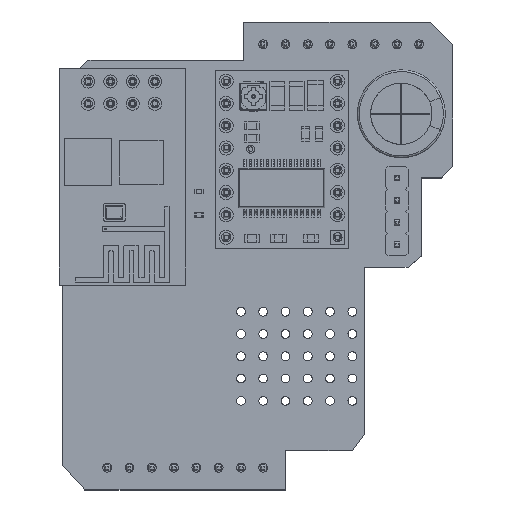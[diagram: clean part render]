
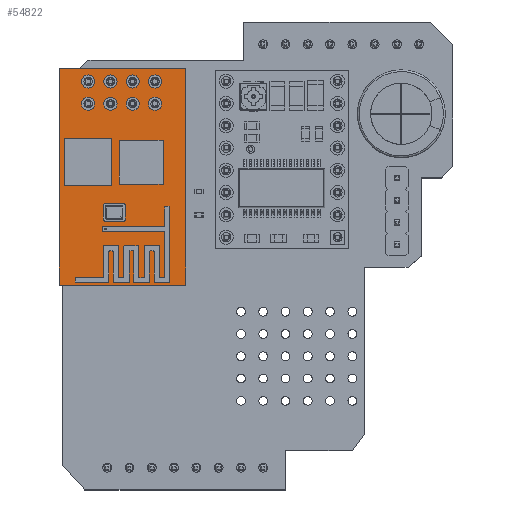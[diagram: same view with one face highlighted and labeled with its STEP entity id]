
A CAD part, top view. The second image highlights one B-rep face of the part: STEP entity #54822.
In plain terms, the highlighted face is planar.
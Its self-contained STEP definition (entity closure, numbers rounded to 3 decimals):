
#54201 = VERTEX_POINT('',#54202);
#54202 = CARTESIAN_POINT('',(1.38,3.5,11.6));
#54208 = EDGE_CURVE('',#54209,#54201,#54211,.T.);
#54209 = VERTEX_POINT('',#54210);
#54210 = CARTESIAN_POINT('',(1.38,3.5,10.1));
#54211 = CIRCLE('',#54212,0.75);
#54212 = AXIS2_PLACEMENT_3D('',#54213,#54214,#54215);
#54213 = CARTESIAN_POINT('',(1.38,3.5,10.85));
#54214 = DIRECTION('',(0.,1.,0.));
#54215 = DIRECTION('',(0.,-0.,1.));
#54243 = VERTEX_POINT('',#54244);
#54244 = CARTESIAN_POINT('',(1.38,3.5,9.06));
#54250 = EDGE_CURVE('',#54251,#54243,#54253,.T.);
#54251 = VERTEX_POINT('',#54252);
#54252 = CARTESIAN_POINT('',(1.38,3.5,7.56));
#54253 = CIRCLE('',#54254,0.75);
#54254 = AXIS2_PLACEMENT_3D('',#54255,#54256,#54257);
#54255 = CARTESIAN_POINT('',(1.38,3.5,8.31));
#54256 = DIRECTION('',(0.,1.,0.));
#54257 = DIRECTION('',(0.,-0.,1.));
#54285 = VERTEX_POINT('',#54286);
#54286 = CARTESIAN_POINT('',(3.92,3.5,11.6));
#54292 = EDGE_CURVE('',#54293,#54285,#54295,.T.);
#54293 = VERTEX_POINT('',#54294);
#54294 = CARTESIAN_POINT('',(3.92,3.5,10.1));
#54295 = CIRCLE('',#54296,0.75);
#54296 = AXIS2_PLACEMENT_3D('',#54297,#54298,#54299);
#54297 = CARTESIAN_POINT('',(3.92,3.5,10.85));
#54298 = DIRECTION('',(0.,1.,0.));
#54299 = DIRECTION('',(0.,-0.,1.));
#54327 = VERTEX_POINT('',#54328);
#54328 = CARTESIAN_POINT('',(3.92,3.5,9.06));
#54334 = EDGE_CURVE('',#54335,#54327,#54337,.T.);
#54335 = VERTEX_POINT('',#54336);
#54336 = CARTESIAN_POINT('',(3.92,3.5,7.56));
#54337 = CIRCLE('',#54338,0.75);
#54338 = AXIS2_PLACEMENT_3D('',#54339,#54340,#54341);
#54339 = CARTESIAN_POINT('',(3.92,3.5,8.31));
#54340 = DIRECTION('',(0.,1.,0.));
#54341 = DIRECTION('',(0.,-0.,1.));
#54369 = VERTEX_POINT('',#54370);
#54370 = CARTESIAN_POINT('',(-1.16,3.5,9.06));
#54376 = EDGE_CURVE('',#54377,#54369,#54379,.T.);
#54377 = VERTEX_POINT('',#54378);
#54378 = CARTESIAN_POINT('',(-1.16,3.5,7.56));
#54379 = CIRCLE('',#54380,0.75);
#54380 = AXIS2_PLACEMENT_3D('',#54381,#54382,#54383);
#54381 = CARTESIAN_POINT('',(-1.16,3.5,8.31));
#54382 = DIRECTION('',(0.,1.,0.));
#54383 = DIRECTION('',(0.,-0.,1.));
#54411 = VERTEX_POINT('',#54412);
#54412 = CARTESIAN_POINT('',(-1.16,3.5,11.6));
#54418 = EDGE_CURVE('',#54419,#54411,#54421,.T.);
#54419 = VERTEX_POINT('',#54420);
#54420 = CARTESIAN_POINT('',(-1.16,3.5,10.1));
#54421 = CIRCLE('',#54422,0.75);
#54422 = AXIS2_PLACEMENT_3D('',#54423,#54424,#54425);
#54423 = CARTESIAN_POINT('',(-1.16,3.5,10.85));
#54424 = DIRECTION('',(0.,1.,0.));
#54425 = DIRECTION('',(0.,-0.,1.));
#54453 = VERTEX_POINT('',#54454);
#54454 = CARTESIAN_POINT('',(-3.7,3.5,11.6));
#54460 = EDGE_CURVE('',#54461,#54453,#54463,.T.);
#54461 = VERTEX_POINT('',#54462);
#54462 = CARTESIAN_POINT('',(-3.7,3.5,10.1));
#54463 = CIRCLE('',#54464,0.75);
#54464 = AXIS2_PLACEMENT_3D('',#54465,#54466,#54467);
#54465 = CARTESIAN_POINT('',(-3.7,3.5,10.85));
#54466 = DIRECTION('',(0.,1.,0.));
#54467 = DIRECTION('',(0.,-0.,1.));
#54495 = VERTEX_POINT('',#54496);
#54496 = CARTESIAN_POINT('',(-3.7,3.5,9.06));
#54502 = EDGE_CURVE('',#54503,#54495,#54505,.T.);
#54503 = VERTEX_POINT('',#54504);
#54504 = CARTESIAN_POINT('',(-3.7,3.5,7.56));
#54505 = CIRCLE('',#54506,0.75);
#54506 = AXIS2_PLACEMENT_3D('',#54507,#54508,#54509);
#54507 = CARTESIAN_POINT('',(-3.7,3.5,8.31));
#54508 = DIRECTION('',(0.,1.,0.));
#54509 = DIRECTION('',(0.,-0.,1.));
#54545 = VERTEX_POINT('',#54546);
#54546 = CARTESIAN_POINT('',(7.2,3.5,-12.35));
#54552 = EDGE_CURVE('',#54553,#54545,#54555,.T.);
#54553 = VERTEX_POINT('',#54554);
#54554 = CARTESIAN_POINT('',(7.2,3.5,12.35));
#54555 = LINE('',#54556,#54557);
#54556 = CARTESIAN_POINT('',(7.2,3.5,12.35));
#54557 = VECTOR('',#54558,1.);
#54558 = DIRECTION('',(0.,0.,-1.));
#54583 = VERTEX_POINT('',#54584);
#54584 = CARTESIAN_POINT('',(-7.2,3.5,-12.35));
#54590 = EDGE_CURVE('',#54545,#54583,#54591,.T.);
#54591 = LINE('',#54592,#54593);
#54592 = CARTESIAN_POINT('',(7.2,3.5,-12.35));
#54593 = VECTOR('',#54594,1.);
#54594 = DIRECTION('',(-1.,0.,0.));
#54614 = VERTEX_POINT('',#54615);
#54615 = CARTESIAN_POINT('',(-7.2,3.5,12.35));
#54621 = EDGE_CURVE('',#54583,#54614,#54622,.T.);
#54622 = LINE('',#54623,#54624);
#54623 = CARTESIAN_POINT('',(-7.2,3.5,-12.35));
#54624 = VECTOR('',#54625,1.);
#54625 = DIRECTION('',(0.,0.,1.));
#54643 = EDGE_CURVE('',#54614,#54553,#54644,.T.);
#54644 = LINE('',#54645,#54646);
#54645 = CARTESIAN_POINT('',(-7.2,3.5,12.35));
#54646 = VECTOR('',#54647,1.);
#54647 = DIRECTION('',(1.,0.,0.));
#54658 = EDGE_CURVE('',#54495,#54503,#54659,.T.);
#54659 = CIRCLE('',#54660,0.75);
#54660 = AXIS2_PLACEMENT_3D('',#54661,#54662,#54663);
#54661 = CARTESIAN_POINT('',(-3.7,3.5,8.31));
#54662 = DIRECTION('',(0.,1.,0.));
#54663 = DIRECTION('',(0.,-0.,1.));
#54682 = EDGE_CURVE('',#54453,#54461,#54683,.T.);
#54683 = CIRCLE('',#54684,0.75);
#54684 = AXIS2_PLACEMENT_3D('',#54685,#54686,#54687);
#54685 = CARTESIAN_POINT('',(-3.7,3.5,10.85));
#54686 = DIRECTION('',(0.,1.,0.));
#54687 = DIRECTION('',(0.,-0.,1.));
#54706 = EDGE_CURVE('',#54411,#54419,#54707,.T.);
#54707 = CIRCLE('',#54708,0.75);
#54708 = AXIS2_PLACEMENT_3D('',#54709,#54710,#54711);
#54709 = CARTESIAN_POINT('',(-1.16,3.5,10.85));
#54710 = DIRECTION('',(0.,1.,0.));
#54711 = DIRECTION('',(0.,-0.,1.));
#54730 = EDGE_CURVE('',#54369,#54377,#54731,.T.);
#54731 = CIRCLE('',#54732,0.75);
#54732 = AXIS2_PLACEMENT_3D('',#54733,#54734,#54735);
#54733 = CARTESIAN_POINT('',(-1.16,3.5,8.31));
#54734 = DIRECTION('',(0.,1.,0.));
#54735 = DIRECTION('',(0.,-0.,1.));
#54754 = EDGE_CURVE('',#54327,#54335,#54755,.T.);
#54755 = CIRCLE('',#54756,0.75);
#54756 = AXIS2_PLACEMENT_3D('',#54757,#54758,#54759);
#54757 = CARTESIAN_POINT('',(3.92,3.5,8.31));
#54758 = DIRECTION('',(0.,1.,0.));
#54759 = DIRECTION('',(0.,-0.,1.));
#54778 = EDGE_CURVE('',#54285,#54293,#54779,.T.);
#54779 = CIRCLE('',#54780,0.75);
#54780 = AXIS2_PLACEMENT_3D('',#54781,#54782,#54783);
#54781 = CARTESIAN_POINT('',(3.92,3.5,10.85));
#54782 = DIRECTION('',(0.,1.,0.));
#54783 = DIRECTION('',(0.,-0.,1.));
#54802 = EDGE_CURVE('',#54243,#54251,#54803,.T.);
#54803 = CIRCLE('',#54804,0.75);
#54804 = AXIS2_PLACEMENT_3D('',#54805,#54806,#54807);
#54805 = CARTESIAN_POINT('',(1.38,3.5,8.31));
#54806 = DIRECTION('',(0.,1.,0.));
#54807 = DIRECTION('',(0.,-0.,1.));
#54822 = ADVANCED_FACE('',(#54823,#54833,#54837,#54841,#54845,#54849,
    #54853,#54857,#54861),#54867,.T.);
#54823 = FACE_BOUND('',#54824,.T.);
#54824 = EDGE_LOOP('',(#54825,#54832));
#54825 = ORIENTED_EDGE('',*,*,#54826,.F.);
#54826 = EDGE_CURVE('',#54201,#54209,#54827,.T.);
#54827 = CIRCLE('',#54828,0.75);
#54828 = AXIS2_PLACEMENT_3D('',#54829,#54830,#54831);
#54829 = CARTESIAN_POINT('',(1.38,3.5,10.85));
#54830 = DIRECTION('',(0.,1.,0.));
#54831 = DIRECTION('',(0.,-0.,1.));
#54832 = ORIENTED_EDGE('',*,*,#54208,.F.);
#54833 = FACE_BOUND('',#54834,.T.);
#54834 = EDGE_LOOP('',(#54835,#54836));
#54835 = ORIENTED_EDGE('',*,*,#54802,.F.);
#54836 = ORIENTED_EDGE('',*,*,#54250,.F.);
#54837 = FACE_BOUND('',#54838,.T.);
#54838 = EDGE_LOOP('',(#54839,#54840));
#54839 = ORIENTED_EDGE('',*,*,#54778,.F.);
#54840 = ORIENTED_EDGE('',*,*,#54292,.F.);
#54841 = FACE_BOUND('',#54842,.T.);
#54842 = EDGE_LOOP('',(#54843,#54844));
#54843 = ORIENTED_EDGE('',*,*,#54754,.F.);
#54844 = ORIENTED_EDGE('',*,*,#54334,.F.);
#54845 = FACE_BOUND('',#54846,.T.);
#54846 = EDGE_LOOP('',(#54847,#54848));
#54847 = ORIENTED_EDGE('',*,*,#54730,.F.);
#54848 = ORIENTED_EDGE('',*,*,#54376,.F.);
#54849 = FACE_BOUND('',#54850,.T.);
#54850 = EDGE_LOOP('',(#54851,#54852));
#54851 = ORIENTED_EDGE('',*,*,#54706,.F.);
#54852 = ORIENTED_EDGE('',*,*,#54418,.F.);
#54853 = FACE_BOUND('',#54854,.T.);
#54854 = EDGE_LOOP('',(#54855,#54856));
#54855 = ORIENTED_EDGE('',*,*,#54682,.F.);
#54856 = ORIENTED_EDGE('',*,*,#54460,.F.);
#54857 = FACE_BOUND('',#54858,.T.);
#54858 = EDGE_LOOP('',(#54859,#54860));
#54859 = ORIENTED_EDGE('',*,*,#54658,.F.);
#54860 = ORIENTED_EDGE('',*,*,#54502,.F.);
#54861 = FACE_BOUND('',#54862,.T.);
#54862 = EDGE_LOOP('',(#54863,#54864,#54865,#54866));
#54863 = ORIENTED_EDGE('',*,*,#54643,.T.);
#54864 = ORIENTED_EDGE('',*,*,#54552,.T.);
#54865 = ORIENTED_EDGE('',*,*,#54590,.T.);
#54866 = ORIENTED_EDGE('',*,*,#54621,.T.);
#54867 = PLANE('',#54868);
#54868 = AXIS2_PLACEMENT_3D('',#54869,#54870,#54871);
#54869 = CARTESIAN_POINT('',(0.,3.5,0.));
#54870 = DIRECTION('',(-0.,1.,0.));
#54871 = DIRECTION('',(0.,0.,1.));
